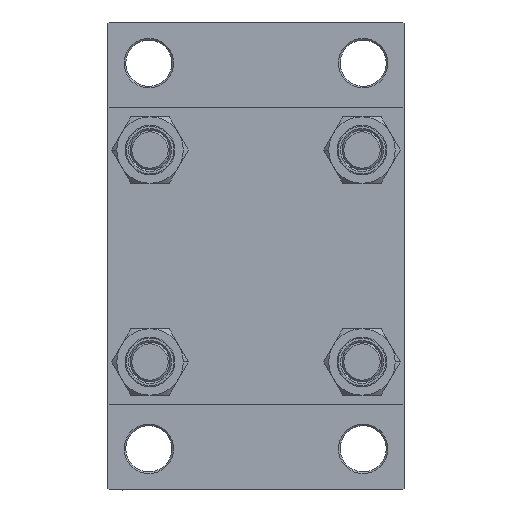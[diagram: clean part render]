
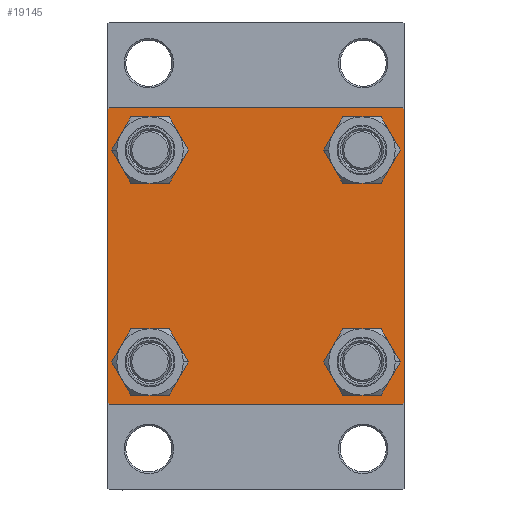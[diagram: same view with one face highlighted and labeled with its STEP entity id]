
A CAD part, left-side view. The second image highlights one B-rep face of the part: STEP entity #19145.
In plain terms, the highlighted planar face has unit normal (-1, 0, 0).
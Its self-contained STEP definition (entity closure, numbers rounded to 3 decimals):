
#172 = DIRECTION ( 'NONE',  ( 0., -1., 0. ) ) ;
#425 = CIRCLE ( 'NONE', #44058, 6.5 ) ;
#653 = CIRCLE ( 'NONE', #25912, 6.5 ) ;
#880 = VERTEX_POINT ( 'NONE', #4356 ) ;
#900 = ORIENTED_EDGE ( 'NONE', *, *, #27402, .T. ) ;
#1054 = ORIENTED_EDGE ( 'NONE', *, *, #23398, .T. ) ;
#1142 = CARTESIAN_POINT ( 'NONE',  ( 0., 32.15, 32.15 ) ) ;
#1230 = ORIENTED_EDGE ( 'NONE', *, *, #17273, .F. ) ;
#1298 = ORIENTED_EDGE ( 'NONE', *, *, #5310, .T. ) ;
#1481 = CARTESIAN_POINT ( 'NONE',  ( 0., -45., 45. ) ) ;
#1703 = AXIS2_PLACEMENT_3D ( 'NONE', #8473, #4863, #30062 ) ;
#1921 = CIRCLE ( 'NONE', #30242, 6.5 ) ;
#2224 = CIRCLE ( 'NONE', #8361, 6.5 ) ;
#2658 = CIRCLE ( 'NONE', #8806, 6.5 ) ;
#3052 = CARTESIAN_POINT ( 'NONE',  ( 0., 32.15, -32.15 ) ) ;
#4356 = CARTESIAN_POINT ( 'NONE',  ( 0., 32.15, 25.65 ) ) ;
#4417 = CARTESIAN_POINT ( 'NONE',  ( 0., 32.15, -38.65 ) ) ;
#4719 = VERTEX_POINT ( 'NONE', #15422 ) ;
#4863 = DIRECTION ( 'NONE',  ( 1., 0., 0. ) ) ;
#5309 = DIRECTION ( 'NONE',  ( 0., 0., -1. ) ) ;
#5310 = EDGE_CURVE ( 'NONE', #10335, #13072, #2658, .T. ) ;
#5819 = CIRCLE ( 'NONE', #21129, 6.5 ) ;
#5852 = DIRECTION ( 'NONE',  ( 1., 0., 0. ) ) ;
#5948 = FACE_OUTER_BOUND ( 'NONE', #42434, .T. ) ;
#6024 = VECTOR ( 'NONE', #5309, 1000. ) ;
#6323 = VECTOR ( 'NONE', #35377, 1000. ) ;
#6589 = CARTESIAN_POINT ( 'NONE',  ( 0., 45., -45. ) ) ;
#6679 = VECTOR ( 'NONE', #172, 1000. ) ;
#6942 = DIRECTION ( 'NONE',  ( 0., 0., 1. ) ) ;
#7677 = EDGE_CURVE ( 'NONE', #40573, #38564, #5819, .T. ) ;
#7889 = CARTESIAN_POINT ( 'NONE',  ( 0., 32.15, -32.15 ) ) ;
#8361 = AXIS2_PLACEMENT_3D ( 'NONE', #1142, #15776, #45030 ) ;
#8473 = CARTESIAN_POINT ( 'NONE',  ( 0., -32.15, -32.15 ) ) ;
#8806 = AXIS2_PLACEMENT_3D ( 'NONE', #25710, #13747, #28373 ) ;
#9511 = CARTESIAN_POINT ( 'NONE',  ( 0., -44.5, 45. ) ) ;
#10150 = VERTEX_POINT ( 'NONE', #11543 ) ;
#10335 = VERTEX_POINT ( 'NONE', #14370 ) ;
#10660 = LINE ( 'NONE', #6589, #21961 ) ;
#11145 = ORIENTED_EDGE ( 'NONE', *, *, #18792, .T. ) ;
#11543 = CARTESIAN_POINT ( 'NONE',  ( 0., -44.5, -45. ) ) ;
#11735 = EDGE_CURVE ( 'NONE', #44424, #40379, #40219, .T. ) ;
#12244 = EDGE_LOOP ( 'NONE', ( #46619, #17808 ) ) ;
#12630 = VECTOR ( 'NONE', #41338, 1000. ) ;
#13072 = VERTEX_POINT ( 'NONE', #44169 ) ;
#13091 = CARTESIAN_POINT ( 'NONE',  ( 0., 44.75, -44.75 ) ) ;
#13395 = PLANE ( 'NONE',  #26744 ) ;
#13533 = DIRECTION ( 'NONE',  ( 0., 0., 1. ) ) ;
#13628 = DIRECTION ( 'NONE',  ( 0., 0., 1. ) ) ;
#13747 = DIRECTION ( 'NONE',  ( 1., 0., 0. ) ) ;
#13864 = EDGE_CURVE ( 'NONE', #40236, #18403, #34329, .T. ) ;
#13921 = CARTESIAN_POINT ( 'NONE',  ( 0., 45., 44.5 ) ) ;
#14000 = VERTEX_POINT ( 'NONE', #16566 ) ;
#14370 = CARTESIAN_POINT ( 'NONE',  ( 0., -32.15, -38.65 ) ) ;
#15151 = DIRECTION ( 'NONE',  ( 0., 0., -1. ) ) ;
#15422 = CARTESIAN_POINT ( 'NONE',  ( 0., 44.5, -45. ) ) ;
#15776 = DIRECTION ( 'NONE',  ( 1., 0., 0. ) ) ;
#15793 = CARTESIAN_POINT ( 'NONE',  ( 0., 32.15, -25.65 ) ) ;
#16342 = ORIENTED_EDGE ( 'NONE', *, *, #30504, .T. ) ;
#16566 = CARTESIAN_POINT ( 'NONE',  ( 0., -45., -44.5 ) ) ;
#16678 = CARTESIAN_POINT ( 'NONE',  ( 0., 44.75, 44.75 ) ) ;
#16966 = FACE_BOUND ( 'NONE', #26922, .T. ) ;
#17141 = LINE ( 'NONE', #16678, #6323 ) ;
#17273 = EDGE_CURVE ( 'NONE', #35932, #14000, #26671, .T. ) ;
#17808 = ORIENTED_EDGE ( 'NONE', *, *, #37408, .T. ) ;
#17857 = VERTEX_POINT ( 'NONE', #47080 ) ;
#17896 = EDGE_CURVE ( 'NONE', #40707, #31000, #653, .T. ) ;
#18005 = ORIENTED_EDGE ( 'NONE', *, *, #39248, .T. ) ;
#18062 = EDGE_LOOP ( 'NONE', ( #11145, #40537 ) ) ;
#18403 = VERTEX_POINT ( 'NONE', #19184 ) ;
#18792 = EDGE_CURVE ( 'NONE', #17857, #880, #2224, .T. ) ;
#19145 = ADVANCED_FACE ( 'NONE', ( #27782, #16966, #42402, #38808, #5948 ), #13395, .T. ) ;
#19184 = CARTESIAN_POINT ( 'NONE',  ( 0., 45., -44.5 ) ) ;
#19258 = LINE ( 'NONE', #27182, #46017 ) ;
#19507 = ORIENTED_EDGE ( 'NONE', *, *, #30544, .T. ) ;
#21129 = AXIS2_PLACEMENT_3D ( 'NONE', #3052, #46948, #28492 ) ;
#21219 = DIRECTION ( 'NONE',  ( 0., -1., 0. ) ) ;
#21679 = ORIENTED_EDGE ( 'NONE', *, *, #13864, .T. ) ;
#21961 = VECTOR ( 'NONE', #21219, 1000. ) ;
#22378 = CIRCLE ( 'NONE', #1703, 6.5 ) ;
#23190 = CARTESIAN_POINT ( 'NONE',  ( 0., -32.15, 38.65 ) ) ;
#23346 = DIRECTION ( 'NONE',  ( 0., 0.707, 0.707 ) ) ;
#23357 = CARTESIAN_POINT ( 'NONE',  ( 0., -44.75, -44.75 ) ) ;
#23398 = EDGE_CURVE ( 'NONE', #35932, #40379, #19258, .T. ) ;
#25710 = CARTESIAN_POINT ( 'NONE',  ( 0., -32.15, -32.15 ) ) ;
#25912 = AXIS2_PLACEMENT_3D ( 'NONE', #32005, #5852, #13533 ) ;
#26671 = LINE ( 'NONE', #1481, #6024 ) ;
#26713 = LINE ( 'NONE', #23357, #12630 ) ;
#26744 = AXIS2_PLACEMENT_3D ( 'NONE', #42638, #28256, #13628 ) ;
#26922 = EDGE_LOOP ( 'NONE', ( #900, #1298 ) ) ;
#27182 = CARTESIAN_POINT ( 'NONE',  ( 0., -44.75, 44.75 ) ) ;
#27402 = EDGE_CURVE ( 'NONE', #13072, #10335, #22378, .T. ) ;
#27782 = FACE_BOUND ( 'NONE', #12244, .T. ) ;
#28256 = DIRECTION ( 'NONE',  ( -1., 0., 0. ) ) ;
#28373 = DIRECTION ( 'NONE',  ( 0., 0., 1. ) ) ;
#28492 = DIRECTION ( 'NONE',  ( 0., 0., 1. ) ) ;
#29566 = ORIENTED_EDGE ( 'NONE', *, *, #47258, .T. ) ;
#29642 = DIRECTION ( 'NONE',  ( 0., 0., 1. ) ) ;
#30062 = DIRECTION ( 'NONE',  ( 0., 0., 1. ) ) ;
#30242 = AXIS2_PLACEMENT_3D ( 'NONE', #7889, #33076, #6942 ) ;
#30303 = ORIENTED_EDGE ( 'NONE', *, *, #11735, .F. ) ;
#30504 = EDGE_CURVE ( 'NONE', #18403, #4719, #31329, .T. ) ;
#30544 = EDGE_CURVE ( 'NONE', #44424, #40236, #17141, .T. ) ;
#30737 = CARTESIAN_POINT ( 'NONE',  ( 0., 45., 45. ) ) ;
#31000 = VERTEX_POINT ( 'NONE', #35033 ) ;
#31329 = LINE ( 'NONE', #13091, #45322 ) ;
#32005 = CARTESIAN_POINT ( 'NONE',  ( 0., -32.15, 32.15 ) ) ;
#32681 = EDGE_LOOP ( 'NONE', ( #33676, #43017 ) ) ;
#33005 = CARTESIAN_POINT ( 'NONE',  ( 0., 32.15, 32.15 ) ) ;
#33031 = CARTESIAN_POINT ( 'NONE',  ( 0., 45., 45. ) ) ;
#33076 = DIRECTION ( 'NONE',  ( 1., 0., 0. ) ) ;
#33553 = VECTOR ( 'NONE', #15151, 1000. ) ;
#33676 = ORIENTED_EDGE ( 'NONE', *, *, #34632, .T. ) ;
#34329 = LINE ( 'NONE', #30737, #33553 ) ;
#34632 = EDGE_CURVE ( 'NONE', #38564, #40573, #1921, .T. ) ;
#34799 = DIRECTION ( 'NONE',  ( 0., 0., 1. ) ) ;
#35033 = CARTESIAN_POINT ( 'NONE',  ( 0., -32.15, 25.65 ) ) ;
#35377 = DIRECTION ( 'NONE',  ( 0., 0.707, -0.707 ) ) ;
#35932 = VERTEX_POINT ( 'NONE', #45941 ) ;
#37408 = EDGE_CURVE ( 'NONE', #31000, #40707, #37847, .T. ) ;
#37847 = CIRCLE ( 'NONE', #46278, 6.5 ) ;
#38564 = VERTEX_POINT ( 'NONE', #15793 ) ;
#38635 = CARTESIAN_POINT ( 'NONE',  ( 0., -32.15, 32.15 ) ) ;
#38808 = FACE_BOUND ( 'NONE', #18062, .T. ) ;
#39248 = EDGE_CURVE ( 'NONE', #10150, #14000, #26713, .T. ) ;
#39494 = CARTESIAN_POINT ( 'NONE',  ( 0., 44.5, 45. ) ) ;
#40219 = LINE ( 'NONE', #33031, #6679 ) ;
#40236 = VERTEX_POINT ( 'NONE', #13921 ) ;
#40379 = VERTEX_POINT ( 'NONE', #9511 ) ;
#40537 = ORIENTED_EDGE ( 'NONE', *, *, #44502, .T. ) ;
#40573 = VERTEX_POINT ( 'NONE', #4417 ) ;
#40707 = VERTEX_POINT ( 'NONE', #23190 ) ;
#41338 = DIRECTION ( 'NONE',  ( 0., -0.707, 0.707 ) ) ;
#41379 = DIRECTION ( 'NONE',  ( 1., 0., 0. ) ) ;
#42223 = DIRECTION ( 'NONE',  ( 1., 0., 0. ) ) ;
#42402 = FACE_BOUND ( 'NONE', #32681, .T. ) ;
#42434 = EDGE_LOOP ( 'NONE', ( #21679, #16342, #29566, #18005, #1230, #1054, #30303, #19507 ) ) ;
#42638 = CARTESIAN_POINT ( 'NONE',  ( 0., 0., 0. ) ) ;
#43017 = ORIENTED_EDGE ( 'NONE', *, *, #7677, .T. ) ;
#44058 = AXIS2_PLACEMENT_3D ( 'NONE', #33005, #41379, #29642 ) ;
#44169 = CARTESIAN_POINT ( 'NONE',  ( 0., -32.15, -25.65 ) ) ;
#44424 = VERTEX_POINT ( 'NONE', #39494 ) ;
#44502 = EDGE_CURVE ( 'NONE', #880, #17857, #425, .T. ) ;
#45030 = DIRECTION ( 'NONE',  ( 0., 0., 1. ) ) ;
#45322 = VECTOR ( 'NONE', #46181, 1000. ) ;
#45941 = CARTESIAN_POINT ( 'NONE',  ( 0., -45., 44.5 ) ) ;
#46017 = VECTOR ( 'NONE', #23346, 1000. ) ;
#46181 = DIRECTION ( 'NONE',  ( 0., -0.707, -0.707 ) ) ;
#46278 = AXIS2_PLACEMENT_3D ( 'NONE', #38635, #42223, #34799 ) ;
#46619 = ORIENTED_EDGE ( 'NONE', *, *, #17896, .T. ) ;
#46948 = DIRECTION ( 'NONE',  ( 1., 0., 0. ) ) ;
#47080 = CARTESIAN_POINT ( 'NONE',  ( 0., 32.15, 38.65 ) ) ;
#47258 = EDGE_CURVE ( 'NONE', #4719, #10150, #10660, .T. ) ;
